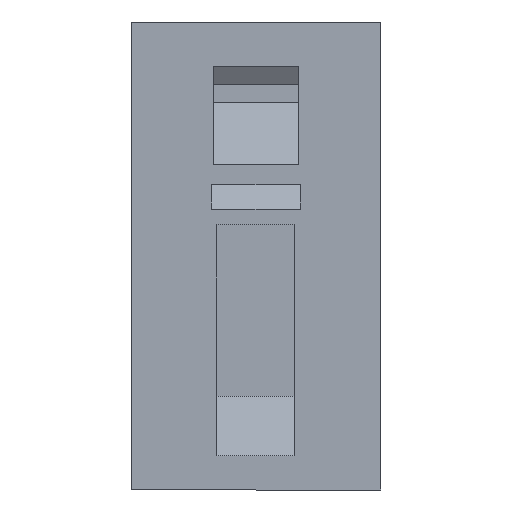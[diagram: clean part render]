
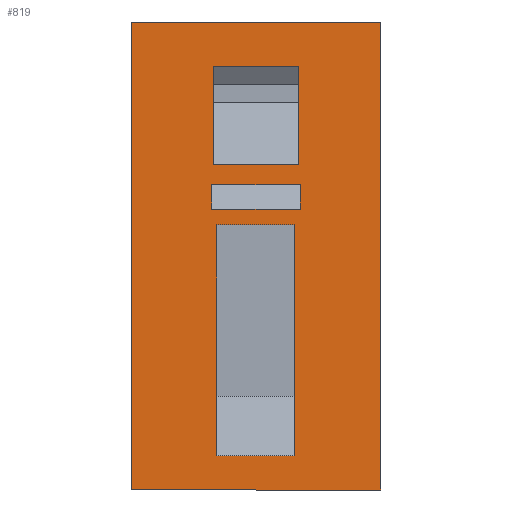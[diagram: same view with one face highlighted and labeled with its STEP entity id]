
A CAD part, front view. The second image highlights one B-rep face of the part: STEP entity #819.
In plain terms, the highlighted planar face has unit normal (0, -1, 0).
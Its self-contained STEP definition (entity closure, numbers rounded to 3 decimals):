
#81 = EDGE_CURVE ( 'NONE', #3629, #4510, #482, .T. ) ;
#82 = CARTESIAN_POINT ( 'NONE',  ( -2.75, 0., 0. ) ) ;
#102 = CARTESIAN_POINT ( 'NONE',  ( -8., 0., -15. ) ) ;
#114 = ORIENTED_EDGE ( 'NONE', *, *, #4178, .T. ) ;
#167 = ORIENTED_EDGE ( 'NONE', *, *, #2184, .F. ) ;
#263 = CARTESIAN_POINT ( 'NONE',  ( 0., 0., 12.8 ) ) ;
#302 = FACE_OUTER_BOUND ( 'NONE', #5267, .T. ) ;
#416 = DIRECTION ( 'NONE',  ( 1., 0., 0. ) ) ;
#427 = ORIENTED_EDGE ( 'NONE', *, *, #4786, .F. ) ;
#449 = VECTOR ( 'NONE', #1575, 1000. ) ;
#450 = LINE ( 'NONE', #3418, #1531 ) ;
#482 = LINE ( 'NONE', #1254, #892 ) ;
#488 = CARTESIAN_POINT ( 'NONE',  ( 0., 0., -12.146 ) ) ;
#502 = VECTOR ( 'NONE', #3967, 1000. ) ;
#538 = LINE ( 'NONE', #82, #774 ) ;
#541 = EDGE_CURVE ( 'NONE', #4084, #3065, #3220, .T. ) ;
#550 = ORIENTED_EDGE ( 'NONE', *, *, #4493, .F. ) ;
#664 = DIRECTION ( 'NONE',  ( 0., 0., -1. ) ) ;
#708 = DIRECTION ( 'NONE',  ( 0., 0., -1. ) ) ;
#745 = LINE ( 'NONE', #263, #4559 ) ;
#767 = DIRECTION ( 'NONE',  ( -1., 0., 0. ) ) ;
#768 = CARTESIAN_POINT ( 'NONE',  ( 8., 0., -15. ) ) ;
#774 = VECTOR ( 'NONE', #1764, 1000. ) ;
#792 = CARTESIAN_POINT ( 'NONE',  ( 2.75, 0., -12.146 ) ) ;
#794 = CARTESIAN_POINT ( 'NONE',  ( 0., 0., -4.583 ) ) ;
#802 = CARTESIAN_POINT ( 'NONE',  ( 2.85, 0., -3. ) ) ;
#819 = ADVANCED_FACE ( 'NONE', ( #1052, #302, #1973, #4389 ), #3576, .F. ) ;
#892 = VECTOR ( 'NONE', #4627, 1000. ) ;
#910 = EDGE_CURVE ( 'NONE', #2119, #4382, #5384, .T. ) ;
#964 = ORIENTED_EDGE ( 'NONE', *, *, #1681, .F. ) ;
#1004 = CARTESIAN_POINT ( 'NONE',  ( 2.75, 0., -5.866 ) ) ;
#1018 = EDGE_LOOP ( 'NONE', ( #964, #114, #4980, #5361 ) ) ;
#1047 = ORIENTED_EDGE ( 'NONE', *, *, #910, .T. ) ;
#1052 = FACE_BOUND ( 'NONE', #4264, .T. ) ;
#1103 = DIRECTION ( 'NONE',  ( 0., 0., 1. ) ) ;
#1123 = LINE ( 'NONE', #1180, #5427 ) ;
#1175 = VECTOR ( 'NONE', #2521, 1000. ) ;
#1177 = CARTESIAN_POINT ( 'NONE',  ( -2.75, 0., -12.146 ) ) ;
#1180 = CARTESIAN_POINT ( 'NONE',  ( 0., 0., -3. ) ) ;
#1226 = LINE ( 'NONE', #794, #2254 ) ;
#1239 = CARTESIAN_POINT ( 'NONE',  ( -2.85, 0., -4.583 ) ) ;
#1254 = CARTESIAN_POINT ( 'NONE',  ( 2.5, 0., -2. ) ) ;
#1259 = CARTESIAN_POINT ( 'NONE',  ( -2.5, 0., 12.8 ) ) ;
#1333 = VECTOR ( 'NONE', #664, 1000. ) ;
#1403 = EDGE_CURVE ( 'NONE', #3306, #1670, #1745, .T. ) ;
#1431 = DIRECTION ( 'NONE',  ( 0., 0., -1. ) ) ;
#1526 = CARTESIAN_POINT ( 'NONE',  ( -2.75, 0., -5.866 ) ) ;
#1531 = VECTOR ( 'NONE', #5121, 1000. ) ;
#1561 = VECTOR ( 'NONE', #1431, 1000. ) ;
#1562 = LINE ( 'NONE', #1609, #4878 ) ;
#1575 = DIRECTION ( 'NONE',  ( 1., 0., 0. ) ) ;
#1606 = CARTESIAN_POINT ( 'NONE',  ( -8., 0., 15. ) ) ;
#1609 = CARTESIAN_POINT ( 'NONE',  ( -2.5, 0., -2. ) ) ;
#1667 = ORIENTED_EDGE ( 'NONE', *, *, #1403, .T. ) ;
#1670 = VERTEX_POINT ( 'NONE', #1177 ) ;
#1681 = EDGE_CURVE ( 'NONE', #2585, #5330, #1562, .T. ) ;
#1745 = LINE ( 'NONE', #488, #3803 ) ;
#1764 = DIRECTION ( 'NONE',  ( 0., 0., -1. ) ) ;
#1798 = CARTESIAN_POINT ( 'NONE',  ( 8., 0., 15. ) ) ;
#1865 = EDGE_CURVE ( 'NONE', #5330, #3629, #450, .T. ) ;
#1875 = ORIENTED_EDGE ( 'NONE', *, *, #2219, .F. ) ;
#1904 = ORIENTED_EDGE ( 'NONE', *, *, #4121, .F. ) ;
#1912 = ORIENTED_EDGE ( 'NONE', *, *, #4858, .F. ) ;
#1917 = LINE ( 'NONE', #4358, #502 ) ;
#1973 = FACE_BOUND ( 'NONE', #1018, .T. ) ;
#2119 = VERTEX_POINT ( 'NONE', #1526 ) ;
#2184 = EDGE_CURVE ( 'NONE', #4660, #4919, #2381, .T. ) ;
#2208 = EDGE_CURVE ( 'NONE', #4382, #3306, #4950, .T. ) ;
#2219 = EDGE_CURVE ( 'NONE', #2953, #4677, #4541, .T. ) ;
#2254 = VECTOR ( 'NONE', #416, 1000. ) ;
#2368 = ORIENTED_EDGE ( 'NONE', *, *, #2904, .F. ) ;
#2381 = LINE ( 'NONE', #4097, #4794 ) ;
#2410 = CARTESIAN_POINT ( 'NONE',  ( 2.5, 0., 12.8 ) ) ;
#2437 = ORIENTED_EDGE ( 'NONE', *, *, #541, .T. ) ;
#2466 = CARTESIAN_POINT ( 'NONE',  ( 2.75, 0., 0. ) ) ;
#2521 = DIRECTION ( 'NONE',  ( 0., 0., 1. ) ) ;
#2553 = CARTESIAN_POINT ( 'NONE',  ( 2.85, 0., -4.583 ) ) ;
#2585 = VERTEX_POINT ( 'NONE', #1259 ) ;
#2596 = VECTOR ( 'NONE', #767, 1000. ) ;
#2748 = EDGE_LOOP ( 'NONE', ( #3251, #1047, #4870, #1667 ) ) ;
#2758 = CARTESIAN_POINT ( 'NONE',  ( 2.5, 0., -2. ) ) ;
#2795 = CARTESIAN_POINT ( 'NONE',  ( 8., 0., -15. ) ) ;
#2809 = CARTESIAN_POINT ( 'NONE',  ( 2.85, 0., 0. ) ) ;
#2857 = LINE ( 'NONE', #1606, #1175 ) ;
#2904 = EDGE_CURVE ( 'NONE', #4677, #4212, #2857, .T. ) ;
#2953 = VERTEX_POINT ( 'NONE', #768 ) ;
#3065 = VERTEX_POINT ( 'NONE', #2553 ) ;
#3139 = LINE ( 'NONE', #4447, #1561 ) ;
#3181 = DIRECTION ( 'NONE',  ( -1., 0., 0. ) ) ;
#3220 = LINE ( 'NONE', #2809, #1333 ) ;
#3251 = ORIENTED_EDGE ( 'NONE', *, *, #4416, .F. ) ;
#3282 = CARTESIAN_POINT ( 'NONE',  ( 0., 0., -5.866 ) ) ;
#3288 = DIRECTION ( 'NONE',  ( 0., 0., -1. ) ) ;
#3306 = VERTEX_POINT ( 'NONE', #792 ) ;
#3418 = CARTESIAN_POINT ( 'NONE',  ( -2.5, 0., -2. ) ) ;
#3576 = PLANE ( 'NONE',  #5212 ) ;
#3629 = VERTEX_POINT ( 'NONE', #2758 ) ;
#3803 = VECTOR ( 'NONE', #3872, 1000. ) ;
#3872 = DIRECTION ( 'NONE',  ( -1., 0., 0. ) ) ;
#3885 = CARTESIAN_POINT ( 'NONE',  ( -2.85, 0., -3. ) ) ;
#3967 = DIRECTION ( 'NONE',  ( 1., 0., 0. ) ) ;
#4030 = VERTEX_POINT ( 'NONE', #1798 ) ;
#4084 = VERTEX_POINT ( 'NONE', #802 ) ;
#4097 = CARTESIAN_POINT ( 'NONE',  ( -2.85, 0., 0. ) ) ;
#4121 = EDGE_CURVE ( 'NONE', #4084, #4660, #1123, .T. ) ;
#4178 = EDGE_CURVE ( 'NONE', #2585, #4510, #745, .T. ) ;
#4212 = VERTEX_POINT ( 'NONE', #4682 ) ;
#4260 = VECTOR ( 'NONE', #3288, 1000. ) ;
#4264 = EDGE_LOOP ( 'NONE', ( #1904, #2437, #550, #167 ) ) ;
#4358 = CARTESIAN_POINT ( 'NONE',  ( 8., 0., 15. ) ) ;
#4382 = VERTEX_POINT ( 'NONE', #1004 ) ;
#4389 = FACE_BOUND ( 'NONE', #2748, .T. ) ;
#4416 = EDGE_CURVE ( 'NONE', #2119, #1670, #538, .T. ) ;
#4447 = CARTESIAN_POINT ( 'NONE',  ( 8., 0., 15. ) ) ;
#4493 = EDGE_CURVE ( 'NONE', #4919, #3065, #1226, .T. ) ;
#4510 = VERTEX_POINT ( 'NONE', #2410 ) ;
#4541 = LINE ( 'NONE', #2795, #2596 ) ;
#4559 = VECTOR ( 'NONE', #4934, 1000. ) ;
#4627 = DIRECTION ( 'NONE',  ( 0., 0., 1. ) ) ;
#4660 = VERTEX_POINT ( 'NONE', #3885 ) ;
#4677 = VERTEX_POINT ( 'NONE', #102 ) ;
#4682 = CARTESIAN_POINT ( 'NONE',  ( -8., 0., 15. ) ) ;
#4786 = EDGE_CURVE ( 'NONE', #4030, #2953, #3139, .T. ) ;
#4794 = VECTOR ( 'NONE', #708, 1000. ) ;
#4858 = EDGE_CURVE ( 'NONE', #4212, #4030, #1917, .T. ) ;
#4870 = ORIENTED_EDGE ( 'NONE', *, *, #2208, .T. ) ;
#4878 = VECTOR ( 'NONE', #5418, 1000. ) ;
#4919 = VERTEX_POINT ( 'NONE', #1239 ) ;
#4934 = DIRECTION ( 'NONE',  ( 1., 0., 0. ) ) ;
#4950 = LINE ( 'NONE', #2466, #4260 ) ;
#4980 = ORIENTED_EDGE ( 'NONE', *, *, #81, .F. ) ;
#5121 = DIRECTION ( 'NONE',  ( 1., 0., 0. ) ) ;
#5212 = AXIS2_PLACEMENT_3D ( 'NONE', #5305, #5274, #1103 ) ;
#5264 = CARTESIAN_POINT ( 'NONE',  ( -2.5, 0., -2. ) ) ;
#5267 = EDGE_LOOP ( 'NONE', ( #2368, #1875, #427, #1912 ) ) ;
#5274 = DIRECTION ( 'NONE',  ( 0., 1., 0. ) ) ;
#5305 = CARTESIAN_POINT ( 'NONE',  ( 0., 0., 0. ) ) ;
#5330 = VERTEX_POINT ( 'NONE', #5264 ) ;
#5361 = ORIENTED_EDGE ( 'NONE', *, *, #1865, .F. ) ;
#5384 = LINE ( 'NONE', #3282, #449 ) ;
#5418 = DIRECTION ( 'NONE',  ( 0., 0., -1. ) ) ;
#5427 = VECTOR ( 'NONE', #3181, 1000. ) ;
